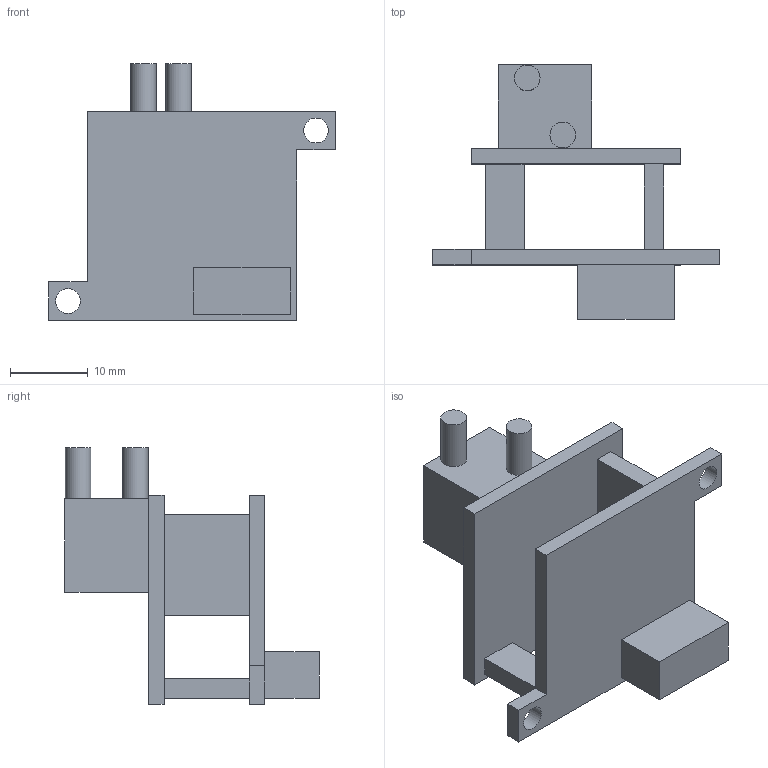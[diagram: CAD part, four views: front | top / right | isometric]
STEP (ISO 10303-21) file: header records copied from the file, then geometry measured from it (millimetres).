
FILE_DESCRIPTION(/* description */ (''),/* implementation_level */ '2;1');
FILE_NAME(/* name */ '',/* time_stamp */ '2024-03-15T20:11:32+09:00',/* author */ (''),/* organization */ (''),/* preprocessor_version */ 'ST-DEVELOPER v20',/* originating_system */ 'Autodesk Translation Framework v12.20.1.177',/* authorisation */ '');
FILE_SCHEMA (('AUTOMOTIVE_DESIGN { 1 0 10303 214 3 1 1 }'));
Length unit declared in the file: millimetre
Products named in the file (1): ノーズ電装統合
Bounding box: 37 x 32.8 x 33.14 mm (x, y, z)
Volume: 5689.6 mm3; surface area: 5210.6 mm2
Topology: 3 solids, 3 shells, 43 faces, 96 edges, 64 vertices
Faces by surface type: plane 39, cylinder 4
Full cylindrical faces by diameter (mm): 3.2 x2, 3.302 x2
Entity records: 1217 total; most frequent: CARTESIAN_POINT 204, ORIENTED_EDGE 192, DIRECTION 192, EDGE_CURVE 96, LINE 88, VECTOR 88, VERTEX_POINT 64, EDGE_LOOP 52
